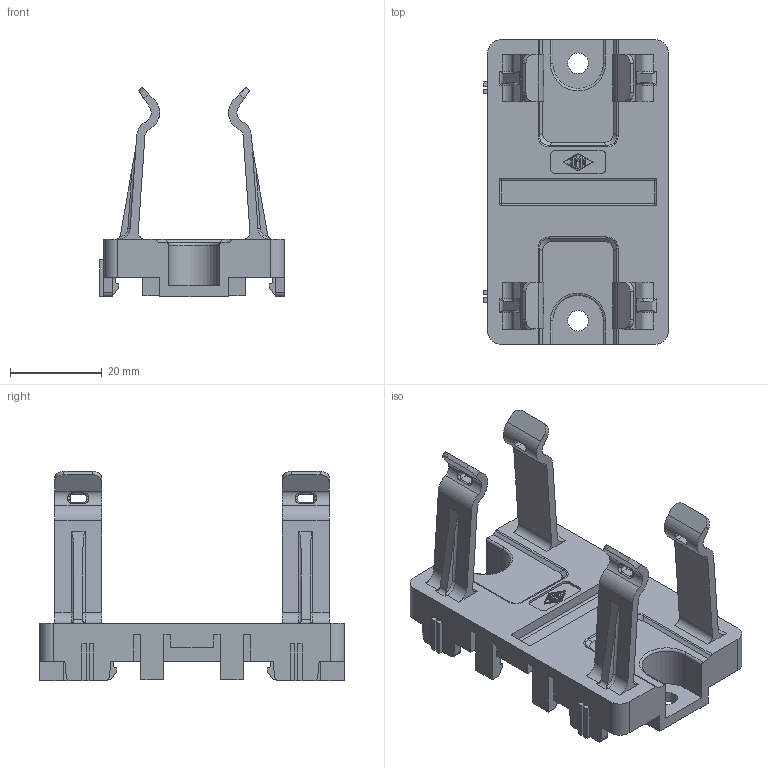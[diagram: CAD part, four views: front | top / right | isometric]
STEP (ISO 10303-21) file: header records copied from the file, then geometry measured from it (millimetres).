
FILE_DESCRIPTION(('Creo Elements/Direct Modeling STEP Export'),'2;1');
FILE_NAME('0ln7uvk5tn7860l2880','2023-11-14T14:32:48',(''),(''),'Creo Elements/Direct Modeling STEP processor for AP214 (Solid Model)','Creo Elements/Direct Modeling 20.1B 02-Apr-2019 (C) Parametric Technology GmbH','');
FILE_SCHEMA(('AUTOMOTIVE_DESIGN { 1 0 10303 214 1 1 1 1 }'));
Length unit declared in the file: millimetre
Products named in the file (2): CR CKT
Assembly tree (1 placements, depth 2):
  CR CKT
    CR CKT
Bounding box: 40.2 x 66.3 x 45.5 mm (x, y, z)
Volume: 14674.1 mm3; surface area: 15102.1 mm2
Topology: 1 solids, 1 shells, 473 faces, 1296 edges, 838 vertices
Faces by surface type: plane 266, cylinder 157, bspline 28, torus 10, extrusion 8, sphere 4
Entity records: 26034 total; most frequent: CARTESIAN_POINT 10462, ORIENTED_EDGE 2584, DIRECTION 2258, EDGE_CURVE 1292, VECTOR 894, LINE 886, VERTEX_POINT 838, AXIS2_PLACEMENT_3D 682
